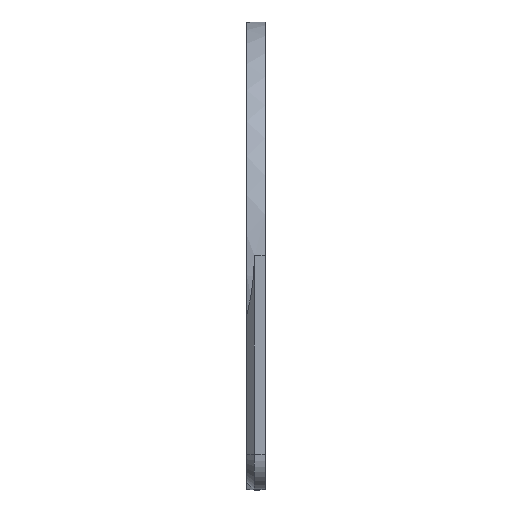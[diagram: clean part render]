
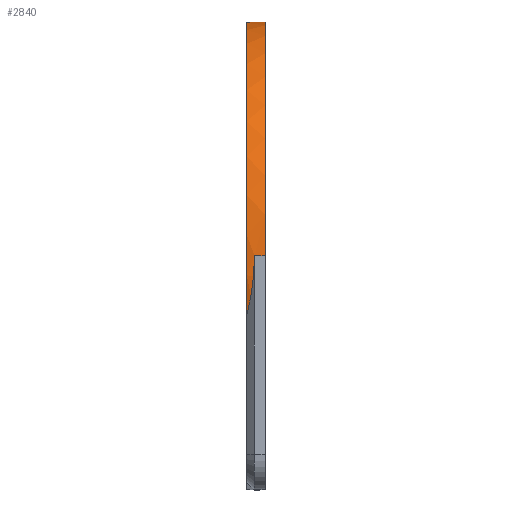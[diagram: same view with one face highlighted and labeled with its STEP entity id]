
A CAD part, top view. The second image highlights one B-rep face of the part: STEP entity #2840.
In plain terms, the highlighted cylindrical face has radius 30 mm (diameter 60 mm), a partial arc.
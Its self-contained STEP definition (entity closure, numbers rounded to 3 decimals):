
#47=ELLIPSE('',#3071,42.426,30.);
#48=ELLIPSE('',#3073,42.426,30.);
#64=CYLINDRICAL_SURFACE('',#3070,30.);
#144=FACE_OUTER_BOUND('',#322,.T.);
#322=EDGE_LOOP('',(#2064,#2065,#2066,#2067,#2068,#2069));
#562=LINE('',#4458,#859);
#564=LINE('',#4462,#861);
#859=VECTOR('',#3542,10.);
#861=VECTOR('',#3546,10.);
#1061=CIRCLE('',#2989,30.);
#1110=CIRCLE('',#3072,30.);
#1183=VERTEX_POINT('',#4168);
#1184=VERTEX_POINT('',#4169);
#1296=VERTEX_POINT('',#4457);
#1297=VERTEX_POINT('',#4461);
#1298=VERTEX_POINT('',#4463);
#1299=VERTEX_POINT('',#4465);
#1441=EDGE_CURVE('',#1183,#1184,#1061,.T.);
#1585=EDGE_CURVE('',#1183,#1296,#562,.T.);
#1587=EDGE_CURVE('',#1184,#1297,#564,.T.);
#1588=EDGE_CURVE('',#1298,#1297,#47,.T.);
#1589=EDGE_CURVE('',#1299,#1298,#1110,.T.);
#1590=EDGE_CURVE('',#1296,#1299,#48,.T.);
#2064=ORIENTED_EDGE('',*,*,#1441,.T.);
#2065=ORIENTED_EDGE('',*,*,#1587,.T.);
#2066=ORIENTED_EDGE('',*,*,#1588,.F.);
#2067=ORIENTED_EDGE('',*,*,#1589,.F.);
#2068=ORIENTED_EDGE('',*,*,#1590,.F.);
#2069=ORIENTED_EDGE('',*,*,#1585,.F.);
#2840=ADVANCED_FACE('',(#144),#64,.T.);
#2989=AXIS2_PLACEMENT_3D('',#4170,#3285,#3286);
#3070=AXIS2_PLACEMENT_3D('',#4460,#3544,#3545);
#3071=AXIS2_PLACEMENT_3D('',#4464,#3547,#3548);
#3072=AXIS2_PLACEMENT_3D('',#4466,#3549,#3550);
#3073=AXIS2_PLACEMENT_3D('',#4467,#3551,#3552);
#3285=DIRECTION('center_axis',(-1.,0.,0.));
#3286=DIRECTION('ref_axis',(0.,-1.,0.));
#3542=DIRECTION('',(-1.,0.,0.));
#3544=DIRECTION('center_axis',(1.,0.,0.));
#3545=DIRECTION('ref_axis',(0.,0.707,0.707));
#3546=DIRECTION('',(-1.,0.,0.));
#3547=DIRECTION('center_axis',(0.707,-0.707,0.));
#3548=DIRECTION('ref_axis',(-0.707,-0.707,0.));
#3549=DIRECTION('center_axis',(-1.,0.,0.));
#3550=DIRECTION('ref_axis',(0.,0.967,0.256));
#3551=DIRECTION('center_axis',(0.707,0.,-0.707));
#3552=DIRECTION('ref_axis',(-0.707,0.,-0.707));
#4168=CARTESIAN_POINT('',(-76.,107.,-59.096));
#4169=CARTESIAN_POINT('',(-76.,137.,-89.096));
#4170=CARTESIAN_POINT('Origin',(-76.,107.,-89.096));
#4457=CARTESIAN_POINT('',(-77.4,107.,-59.096));
#4458=CARTESIAN_POINT('',(-78.4,107.,-59.096));
#4460=CARTESIAN_POINT('Origin',(-78.4,107.,-89.096));
#4461=CARTESIAN_POINT('',(-77.4,137.,-89.096));
#4462=CARTESIAN_POINT('',(-78.4,137.,-89.096));
#4463=CARTESIAN_POINT('',(-78.4,136.,-96.777));
#4464=CARTESIAN_POINT('Origin',(-107.4,107.,-89.096));
#4465=CARTESIAN_POINT('',(-78.4,99.319,-60.096));
#4466=CARTESIAN_POINT('Origin',(-78.4,107.,-89.096));
#4467=CARTESIAN_POINT('Origin',(-107.4,107.,-89.096));
